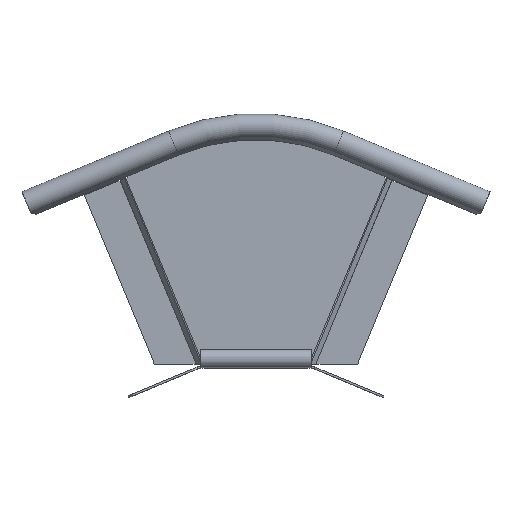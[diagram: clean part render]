
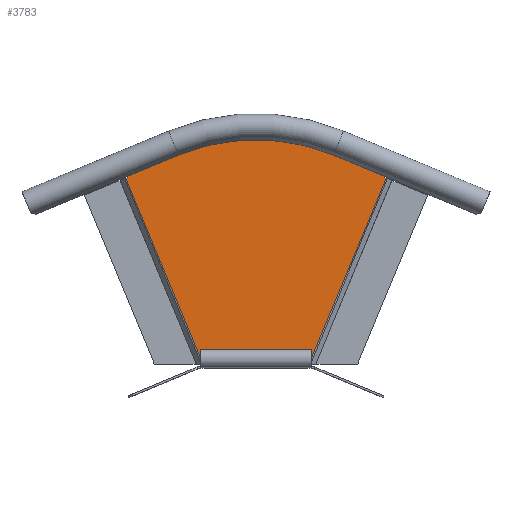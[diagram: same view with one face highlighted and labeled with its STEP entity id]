
A CAD part, top view. The second image highlights one B-rep face of the part: STEP entity #3783.
In plain terms, the highlighted planar face has unit normal (0, 0, 1).
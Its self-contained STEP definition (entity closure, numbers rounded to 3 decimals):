
#3071=DIRECTION('',(-1.,0.,0.));
#3072=VECTOR('',#3071,69.042);
#3073=CARTESIAN_POINT('',(34.521,0.,0.));
#3074=LINE('',#3073,#3072);
#3075=DIRECTION('',(-0.924,-0.383,0.));
#3076=VECTOR('',#3075,0.917);
#3077=CARTESIAN_POINT('',(-83.703,121.133,0.));
#3078=LINE('',#3077,#3076);
#3079=DIRECTION('',(0.383,-0.924,0.));
#3080=VECTOR('',#3079,15.);
#3081=CARTESIAN_POINT('',(-89.444,134.992,0.));
#3082=LINE('',#3081,#3080);
#3083=DIRECTION('',(-0.924,-0.383,0.));
#3084=VECTOR('',#3083,36.33);
#3085=CARTESIAN_POINT('',(-55.879,148.895,0.));
#3086=LINE('',#3085,#3084);
#3087=CARTESIAN_POINT('',(-0.007,14.008,0.));
#3088=DIRECTION('',(0.,0.,1.));
#3089=DIRECTION('',(0.,1.,0.));
#3090=AXIS2_PLACEMENT_3D('',#3087,#3088,#3089);
#3092=CARTESIAN_POINT('',(0.007,14.008,0.));
#3093=DIRECTION('',(0.,0.,1.));
#3094=DIRECTION('',(0.383,0.924,0.));
#3095=AXIS2_PLACEMENT_3D('',#3092,#3093,#3094);
#3097=DIRECTION('',(-0.924,0.383,0.));
#3098=VECTOR('',#3097,36.33);
#3099=CARTESIAN_POINT('',(89.444,134.992,0.));
#3100=LINE('',#3099,#3098);
#3101=DIRECTION('',(0.383,0.924,0.));
#3102=VECTOR('',#3101,15.);
#3103=CARTESIAN_POINT('',(83.703,121.133,0.));
#3104=LINE('',#3103,#3102);
#3105=DIRECTION('',(-0.924,0.383,0.));
#3106=VECTOR('',#3105,0.917);
#3107=CARTESIAN_POINT('',(84.551,120.782,0.));
#3108=LINE('',#3107,#3106);
#3109=DIRECTION('',(0.383,0.924,0.));
#3110=VECTOR('',#3109,130.734);
#3111=CARTESIAN_POINT('',(34.521,0.,0.));
#3112=LINE('',#3111,#3110);
#3113=DIRECTION('',(0.383,-0.924,0.));
#3114=VECTOR('',#3113,130.734);
#3115=CARTESIAN_POINT('',(-84.551,120.782,0.));
#3116=LINE('',#3115,#3114);
#3375=CARTESIAN_POINT('',(83.703,121.133,0.));
#3377=VERTEX_POINT('',#3375);
#3395=CARTESIAN_POINT('',(34.521,0.,0.));
#3396=CARTESIAN_POINT('',(84.551,120.782,0.));
#3397=VERTEX_POINT('',#3395);
#3398=VERTEX_POINT('',#3396);
#3400=CARTESIAN_POINT('',(-34.521,0.,0.));
#3402=VERTEX_POINT('',#3400);
#3411=CARTESIAN_POINT('',(-84.551,120.782,0.));
#3412=VERTEX_POINT('',#3411);
#3413=CARTESIAN_POINT('',(89.444,134.992,0.));
#3414=VERTEX_POINT('',#3413);
#3419=CARTESIAN_POINT('',(55.879,148.895,0.));
#3420=VERTEX_POINT('',#3419);
#3445=CARTESIAN_POINT('',(0.,160.008,0.));
#3446=VERTEX_POINT('',#3445);
#3470=CARTESIAN_POINT('',(-55.879,148.895,0.));
#3471=VERTEX_POINT('',#3470);
#3474=CARTESIAN_POINT('',(-89.444,134.992,0.));
#3475=VERTEX_POINT('',#3474);
#3476=CARTESIAN_POINT('',(-83.703,121.133,0.));
#3477=VERTEX_POINT('',#3476);
#3757=CARTESIAN_POINT('',(-0.007,14.008,0.));
#3758=DIRECTION('',(0.,0.,-1.));
#3759=DIRECTION('',(-1.,0.,0.));
#3760=AXIS2_PLACEMENT_3D('',#3757,#3758,#3759);
#3761=PLANE('',#3760);
#3762=ORIENTED_EDGE('',*,*,#3544,.F.);
#3764=ORIENTED_EDGE('',*,*,#3763,.F.);
#3766=ORIENTED_EDGE('',*,*,#3765,.F.);
#3768=ORIENTED_EDGE('',*,*,#3767,.F.);
#3770=ORIENTED_EDGE('',*,*,#3769,.F.);
#3772=ORIENTED_EDGE('',*,*,#3771,.F.);
#3774=ORIENTED_EDGE('',*,*,#3773,.F.);
#3776=ORIENTED_EDGE('',*,*,#3775,.F.);
#3778=ORIENTED_EDGE('',*,*,#3777,.F.);
#3779=ORIENTED_EDGE('',*,*,#3748,.T.);
#3780=ORIENTED_EDGE('',*,*,#3703,.F.);
#3781=EDGE_LOOP('',(#3762,#3764,#3766,#3768,#3770,#3772,#3774,#3776,#3778,#3779,
#3780));
#3782=FACE_OUTER_BOUND('',#3781,.F.);
#3783=ADVANCED_FACE('',(#3782),#3761,.F.);
#3091=CIRCLE('',#3090,146.);
#3096=CIRCLE('',#3095,146.);
#3544=EDGE_CURVE('',#3477,#3412,#3078,.T.);
#3703=EDGE_CURVE('',#3412,#3402,#3116,.T.);
#3748=EDGE_CURVE('',#3397,#3402,#3074,.T.);
#3763=EDGE_CURVE('',#3475,#3477,#3082,.T.);
#3765=EDGE_CURVE('',#3471,#3475,#3086,.T.);
#3767=EDGE_CURVE('',#3446,#3471,#3091,.T.);
#3769=EDGE_CURVE('',#3420,#3446,#3096,.T.);
#3771=EDGE_CURVE('',#3414,#3420,#3100,.T.);
#3773=EDGE_CURVE('',#3377,#3414,#3104,.T.);
#3775=EDGE_CURVE('',#3398,#3377,#3108,.T.);
#3777=EDGE_CURVE('',#3397,#3398,#3112,.T.);
